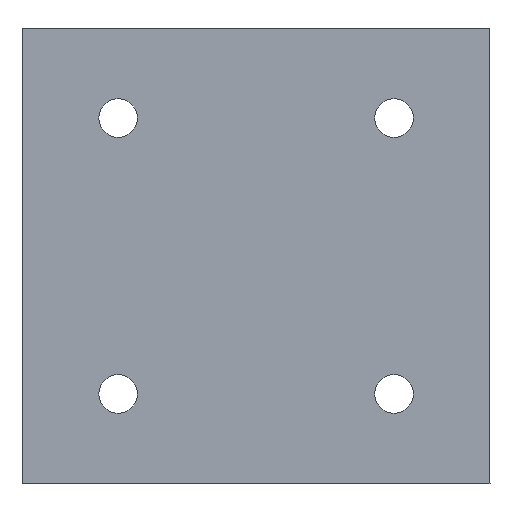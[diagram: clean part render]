
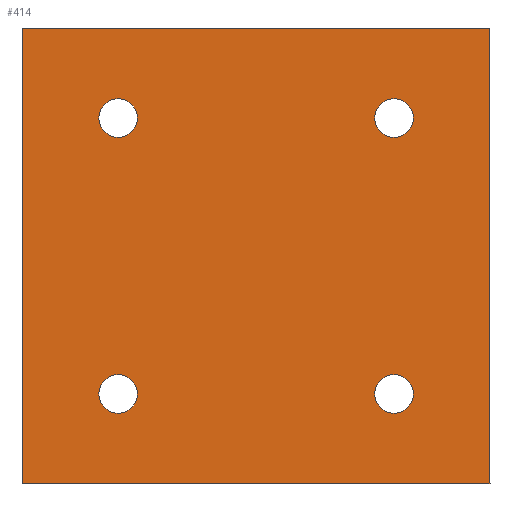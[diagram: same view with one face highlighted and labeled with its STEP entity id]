
A CAD part, front view. The second image highlights one B-rep face of the part: STEP entity #414.
In plain terms, the highlighted planar face has unit normal (0, -1, 0).
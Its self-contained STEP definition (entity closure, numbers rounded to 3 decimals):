
#21=FACE_BOUND('',#85,.T.);
#22=FACE_BOUND('',#86,.T.);
#23=FACE_BOUND('',#87,.T.);
#24=FACE_BOUND('',#88,.T.);
#38=PLANE('',#474);
#58=FACE_OUTER_BOUND('',#84,.T.);
#84=EDGE_LOOP('',(#341,#342,#343,#344));
#85=EDGE_LOOP('',(#345));
#86=EDGE_LOOP('',(#346));
#87=EDGE_LOOP('',(#347));
#88=EDGE_LOOP('',(#348));
#118=LINE('',#647,#152);
#125=LINE('',#681,#159);
#126=LINE('',#683,#160);
#127=LINE('',#684,#161);
#152=VECTOR('',#532,10.);
#159=VECTOR('',#571,10.);
#160=VECTOR('',#572,10.);
#161=VECTOR('',#573,10.);
#173=CIRCLE('',#442,1.4);
#181=CIRCLE('',#454,1.4);
#183=CIRCLE('',#460,1.4);
#185=CIRCLE('',#463,1.4);
#193=VERTEX_POINT('',#599);
#201=VERTEX_POINT('',#623);
#209=VERTEX_POINT('',#644);
#210=VERTEX_POINT('',#646);
#211=VERTEX_POINT('',#650);
#213=VERTEX_POINT('',#656);
#221=VERTEX_POINT('',#680);
#222=VERTEX_POINT('',#682);
#229=EDGE_CURVE('',#193,#193,#173,.T.);
#241=EDGE_CURVE('',#201,#201,#181,.T.);
#252=EDGE_CURVE('',#209,#210,#118,.T.);
#254=EDGE_CURVE('',#211,#211,#183,.T.);
#257=EDGE_CURVE('',#213,#213,#185,.T.);
#269=EDGE_CURVE('',#221,#209,#125,.T.);
#270=EDGE_CURVE('',#221,#222,#126,.T.);
#271=EDGE_CURVE('',#222,#210,#127,.T.);
#341=ORIENTED_EDGE('',*,*,#269,.F.);
#342=ORIENTED_EDGE('',*,*,#270,.T.);
#343=ORIENTED_EDGE('',*,*,#271,.T.);
#344=ORIENTED_EDGE('',*,*,#252,.F.);
#345=ORIENTED_EDGE('',*,*,#229,.T.);
#346=ORIENTED_EDGE('',*,*,#241,.T.);
#347=ORIENTED_EDGE('',*,*,#254,.T.);
#348=ORIENTED_EDGE('',*,*,#257,.T.);
#414=ADVANCED_FACE('',(#58,#21,#22,#23,#24),#38,.T.);
#442=AXIS2_PLACEMENT_3D('',#600,#485,#486);
#454=AXIS2_PLACEMENT_3D('',#624,#513,#514);
#460=AXIS2_PLACEMENT_3D('',#651,#536,#537);
#463=AXIS2_PLACEMENT_3D('',#657,#543,#544);
#474=AXIS2_PLACEMENT_3D('',#679,#569,#570);
#485=DIRECTION('center_axis',(0.,1.,0.));
#486=DIRECTION('ref_axis',(1.,0.,0.));
#513=DIRECTION('center_axis',(0.,1.,0.));
#514=DIRECTION('ref_axis',(1.,0.,0.));
#532=DIRECTION('',(0.,0.,-1.));
#536=DIRECTION('center_axis',(0.,1.,0.));
#537=DIRECTION('ref_axis',(-1.,0.,0.));
#543=DIRECTION('center_axis',(0.,1.,0.));
#544=DIRECTION('ref_axis',(-1.,0.,0.));
#569=DIRECTION('center_axis',(0.,-1.,0.));
#570=DIRECTION('ref_axis',(-1.,0.,0.));
#571=DIRECTION('',(1.,0.,0.));
#572=DIRECTION('',(0.,0.,-1.));
#573=DIRECTION('',(1.,0.,0.));
#599=CARTESIAN_POINT('',(4.451,-42.837,-34.968));
#600=CARTESIAN_POINT('Origin',(5.851,-42.836,-34.968));
#623=CARTESIAN_POINT('',(4.451,-42.837,-14.968));
#624=CARTESIAN_POINT('Origin',(5.851,-42.836,-14.968));
#644=CARTESIAN_POINT('',(12.81,-42.834,-8.468));
#646=CARTESIAN_POINT('',(12.81,-42.834,-41.468));
#647=CARTESIAN_POINT('',(12.81,-42.834,-8.468));
#650=CARTESIAN_POINT('',(-12.749,-42.843,-14.968));
#651=CARTESIAN_POINT('Origin',(-14.149,-42.844,-14.968));
#656=CARTESIAN_POINT('',(-12.749,-42.843,-34.968));
#657=CARTESIAN_POINT('Origin',(-14.149,-42.844,-34.968));
#679=CARTESIAN_POINT('Origin',(-4.149,-42.84,-8.468));
#680=CARTESIAN_POINT('',(-21.107,-42.846,-8.468));
#681=CARTESIAN_POINT('',(-4.149,-42.84,-8.468));
#682=CARTESIAN_POINT('',(-21.107,-42.846,-41.468));
#683=CARTESIAN_POINT('',(-21.107,-42.846,-8.468));
#684=CARTESIAN_POINT('',(-4.149,-42.84,-41.468));
